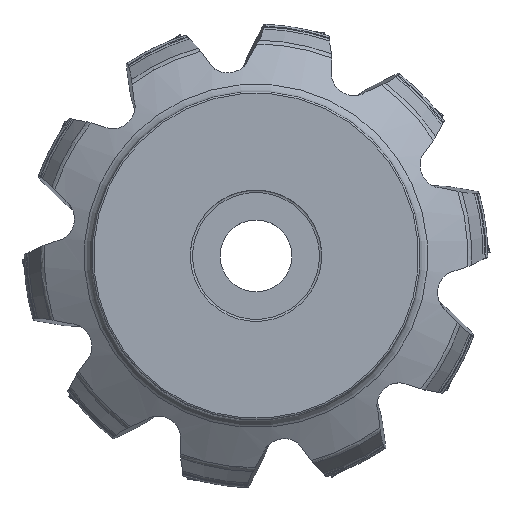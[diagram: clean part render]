
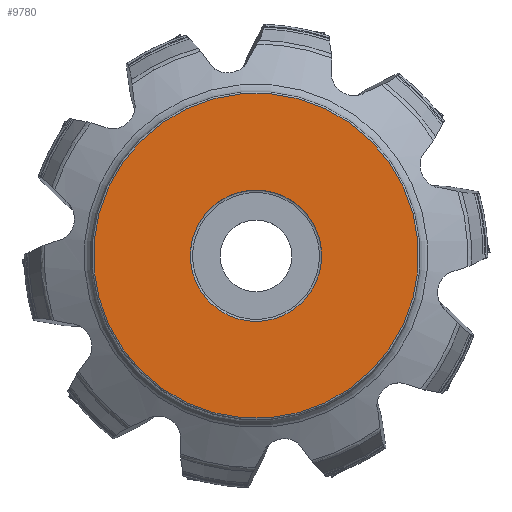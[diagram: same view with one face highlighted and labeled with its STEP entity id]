
A CAD part, top view. The second image highlights one B-rep face of the part: STEP entity #9780.
In plain terms, the highlighted planar face has unit normal (0, 0, 1).
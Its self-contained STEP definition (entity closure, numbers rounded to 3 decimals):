
#3239=FACE_BOUND('',#19295,.T.);
#3240=FACE_BOUND('',#19296,.T.);
#9780=ADVANCED_FACE('CU_BACK_F001',(#3239,#3240),#10663,.F.);
#10663=PLANE('',#77954);
#19295=EDGE_LOOP('',(#46389));
#19296=EDGE_LOOP('',(#46390));
#22661=CIRCLE('',#71365,16.006);
#25536=CIRCLE('',#77952,39.6);
#46389=ORIENTED_EDGE('',*,*,#54963,.F.);
#46390=ORIENTED_EDGE('',*,*,#63666,.T.);
#48015=VERTEX_POINT('',#106847);
#53115=VERTEX_POINT('',#160936);
#54963=EDGE_CURVE('',#48015,#48015,#22661,.T.);
#63666=EDGE_CURVE('',#53115,#53115,#25536,.T.);
#71365=AXIS2_PLACEMENT_3D('',#106846,#80681,#80682);
#77952=AXIS2_PLACEMENT_3D('',#160935,#96603,#96604);
#77954=AXIS2_PLACEMENT_3D('',#160938,#96607,#96608);
#80681=DIRECTION('',(0.,0.,1.));
#80682=DIRECTION('',(0.966,0.259,0.));
#96603=DIRECTION('',(0.,0.,1.));
#96604=DIRECTION('',(0.966,0.259,0.));
#96607=DIRECTION('',(0.,0.,-1.));
#96608=DIRECTION('',(-0.966,-0.259,0.));
#106846=CARTESIAN_POINT('',(0.,0.,
0.));
#106847=CARTESIAN_POINT('',(15.461,4.143,0.));
#160935=CARTESIAN_POINT('',(0.,0.,
0.));
#160936=CARTESIAN_POINT('',(38.251,10.249,0.));
#160938=CARTESIAN_POINT('',(-39.,0.,0.));
